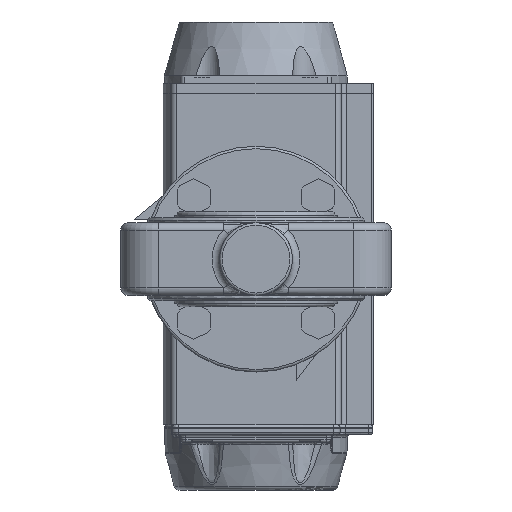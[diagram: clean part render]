
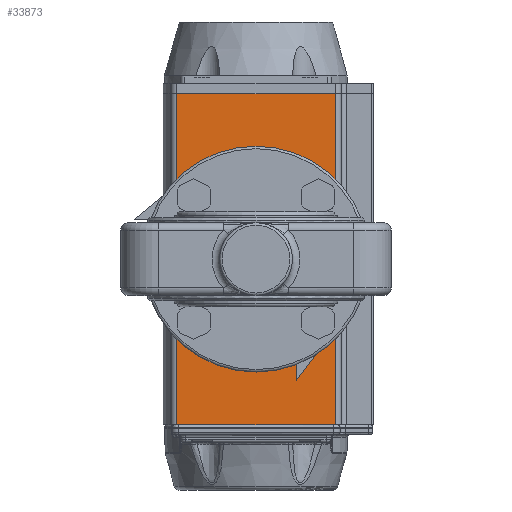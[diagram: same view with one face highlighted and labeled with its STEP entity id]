
A CAD part, front view. The second image highlights one B-rep face of the part: STEP entity #33873.
In plain terms, the highlighted planar face has unit normal (0, -1, 0).
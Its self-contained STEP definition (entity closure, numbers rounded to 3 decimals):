
#3036=PLANE('',#37741);
#4875=LINE('',#79407,#6740);
#4877=LINE('',#79414,#6742);
#4889=LINE('',#79466,#6754);
#4890=LINE('',#79472,#6755);
#6740=VECTOR('',#46058,1000.);
#6742=VECTOR('',#46064,1000.);
#6754=VECTOR('',#46110,1000.);
#6755=VECTOR('',#46113,1000.);
#16247=ORIENTED_EDGE('',*,*,#21191,.F.);
#16248=ORIENTED_EDGE('',*,*,#21221,.T.);
#16249=ORIENTED_EDGE('',*,*,#21194,.T.);
#16250=ORIENTED_EDGE('',*,*,#21219,.F.);
#16251=ORIENTED_EDGE('',*,*,#21087,.T.);
#16252=ORIENTED_EDGE('',*,*,#21112,.T.);
#16253=ORIENTED_EDGE('',*,*,#21114,.T.);
#16254=ORIENTED_EDGE('',*,*,#21116,.T.);
#16255=ORIENTED_EDGE('',*,*,#21118,.T.);
#16256=ORIENTED_EDGE('',*,*,#21120,.T.);
#16257=ORIENTED_EDGE('',*,*,#21122,.T.);
#16258=ORIENTED_EDGE('',*,*,#21124,.T.);
#16259=ORIENTED_EDGE('',*,*,#21126,.T.);
#21087=EDGE_CURVE('',#24351,#24351,#25972,.T.);
#21112=EDGE_CURVE('',#24376,#24376,#25997,.T.);
#21114=EDGE_CURVE('',#24378,#24378,#25999,.T.);
#21116=EDGE_CURVE('',#24380,#24380,#26001,.T.);
#21118=EDGE_CURVE('',#24382,#24382,#26003,.T.);
#21120=EDGE_CURVE('',#24384,#24384,#26005,.T.);
#21122=EDGE_CURVE('',#24386,#24386,#26007,.T.);
#21124=EDGE_CURVE('',#24388,#24388,#26009,.T.);
#21126=EDGE_CURVE('',#24390,#24390,#26011,.T.);
#21191=EDGE_CURVE('',#24468,#24443,#4875,.T.);
#21194=EDGE_CURVE('',#24472,#24471,#4877,.T.);
#21219=EDGE_CURVE('',#24443,#24471,#4889,.T.);
#21221=EDGE_CURVE('',#24468,#24472,#4890,.T.);
#24351=VERTEX_POINT('',#79121);
#24376=VERTEX_POINT('',#79184);
#24378=VERTEX_POINT('',#79189);
#24380=VERTEX_POINT('',#79194);
#24382=VERTEX_POINT('',#79199);
#24384=VERTEX_POINT('',#79204);
#24386=VERTEX_POINT('',#79209);
#24388=VERTEX_POINT('',#79214);
#24390=VERTEX_POINT('',#79219);
#24443=VERTEX_POINT('',#79356);
#24468=VERTEX_POINT('',#79406);
#24471=VERTEX_POINT('',#79413);
#24472=VERTEX_POINT('',#79415);
#25972=CIRCLE('',#37570,14.635);
#25997=CIRCLE('',#37608,3.324);
#25999=CIRCLE('',#37611,3.324);
#26001=CIRCLE('',#37614,3.324);
#26003=CIRCLE('',#37617,3.324);
#26005=CIRCLE('',#37620,2.459);
#26007=CIRCLE('',#37623,2.459);
#26009=CIRCLE('',#37626,2.459);
#26011=CIRCLE('',#37629,2.459);
#28586=EDGE_LOOP('',(#16247,#16248,#16249,#16250));
#28587=EDGE_LOOP('',(#16251));
#28588=EDGE_LOOP('',(#16252));
#28589=EDGE_LOOP('',(#16253));
#28590=EDGE_LOOP('',(#16254));
#28591=EDGE_LOOP('',(#16255));
#28592=EDGE_LOOP('',(#16256));
#28593=EDGE_LOOP('',(#16257));
#28594=EDGE_LOOP('',(#16258));
#28595=EDGE_LOOP('',(#16259));
#31185=FACE_BOUND('',#28586,.T.);
#31186=FACE_BOUND('',#28587,.T.);
#31187=FACE_BOUND('',#28588,.T.);
#31188=FACE_BOUND('',#28589,.T.);
#31189=FACE_BOUND('',#28590,.T.);
#31190=FACE_BOUND('',#28591,.T.);
#31191=FACE_BOUND('',#28592,.T.);
#31192=FACE_BOUND('',#28593,.T.);
#31193=FACE_BOUND('',#28594,.T.);
#31194=FACE_BOUND('',#28595,.T.);
#33873=ADVANCED_FACE('',(#31185,#31186,#31187,#31188,#31189,#31190,#31191,
#31192,#31193,#31194),#3036,.T.);
#37570=AXIS2_PLACEMENT_3D('',#79120,#45741,#45742);
#37608=AXIS2_PLACEMENT_3D('',#79183,#45817,#45818);
#37611=AXIS2_PLACEMENT_3D('',#79188,#45823,#45824);
#37614=AXIS2_PLACEMENT_3D('',#79193,#45829,#45830);
#37617=AXIS2_PLACEMENT_3D('',#79198,#45835,#45836);
#37620=AXIS2_PLACEMENT_3D('',#79203,#45841,#45842);
#37623=AXIS2_PLACEMENT_3D('',#79208,#45847,#45848);
#37626=AXIS2_PLACEMENT_3D('',#79213,#45853,#45854);
#37629=AXIS2_PLACEMENT_3D('',#79218,#45859,#45860);
#37741=AXIS2_PLACEMENT_3D('',#79471,#46111,#46112);
#45741=DIRECTION('',(0.,1.,0.));
#45742=DIRECTION('',(1.,0.,0.));
#45817=DIRECTION('',(0.,1.,0.));
#45818=DIRECTION('',(1.,0.,0.));
#45823=DIRECTION('',(0.,1.,0.));
#45824=DIRECTION('',(1.,0.,0.));
#45829=DIRECTION('',(0.,1.,0.));
#45830=DIRECTION('',(1.,0.,0.));
#45835=DIRECTION('',(0.,1.,0.));
#45836=DIRECTION('',(1.,0.,0.));
#45841=DIRECTION('',(0.,1.,0.));
#45842=DIRECTION('',(1.,0.,0.));
#45847=DIRECTION('',(0.,1.,0.));
#45848=DIRECTION('',(1.,0.,0.));
#45853=DIRECTION('',(0.,1.,0.));
#45854=DIRECTION('',(1.,0.,0.));
#45859=DIRECTION('',(0.,1.,0.));
#45860=DIRECTION('',(1.,0.,0.));
#46058=DIRECTION('',(1.,0.,0.));
#46064=DIRECTION('',(1.,0.,0.));
#46110=DIRECTION('',(0.,0.,-1.));
#46111=DIRECTION('',(0.,-1.,0.));
#46112=DIRECTION('',(-1.,0.,0.));
#46113=DIRECTION('',(0.,0.,-1.));
#79120=CARTESIAN_POINT('',(0.,-44.471,66.));
#79121=CARTESIAN_POINT('',(14.635,-44.471,66.));
#79183=CARTESIAN_POINT('',(-24.749,-44.471,41.251));
#79184=CARTESIAN_POINT('',(-21.425,-44.471,41.251));
#79188=CARTESIAN_POINT('',(24.749,-44.471,41.251));
#79189=CARTESIAN_POINT('',(28.072,-44.471,41.251));
#79193=CARTESIAN_POINT('',(24.749,-44.471,90.749));
#79194=CARTESIAN_POINT('',(28.072,-44.471,90.749));
#79198=CARTESIAN_POINT('',(-24.749,-44.471,90.749));
#79199=CARTESIAN_POINT('',(-21.425,-44.471,90.749));
#79203=CARTESIAN_POINT('',(-17.678,-44.471,83.678));
#79204=CARTESIAN_POINT('',(-15.219,-44.471,83.678));
#79208=CARTESIAN_POINT('',(-17.678,-44.471,48.322));
#79209=CARTESIAN_POINT('',(-15.219,-44.471,48.322));
#79213=CARTESIAN_POINT('',(17.678,-44.471,48.322));
#79214=CARTESIAN_POINT('',(20.136,-44.471,48.322));
#79218=CARTESIAN_POINT('',(17.678,-44.471,83.678));
#79219=CARTESIAN_POINT('',(20.136,-44.471,83.678));
#79356=CARTESIAN_POINT('',(31.5,-44.471,132.));
#79406=CARTESIAN_POINT('',(-31.5,-44.471,132.));
#79407=CARTESIAN_POINT('',(5.25,-44.471,132.));
#79413=CARTESIAN_POINT('',(31.5,-44.471,0.));
#79414=CARTESIAN_POINT('',(5.25,-44.471,0.));
#79415=CARTESIAN_POINT('',(-31.5,-44.471,0.));
#79466=CARTESIAN_POINT('',(31.5,-44.471,0.));
#79471=CARTESIAN_POINT('',(-31.5,-44.471,0.));
#79472=CARTESIAN_POINT('',(-31.5,-44.471,0.));
